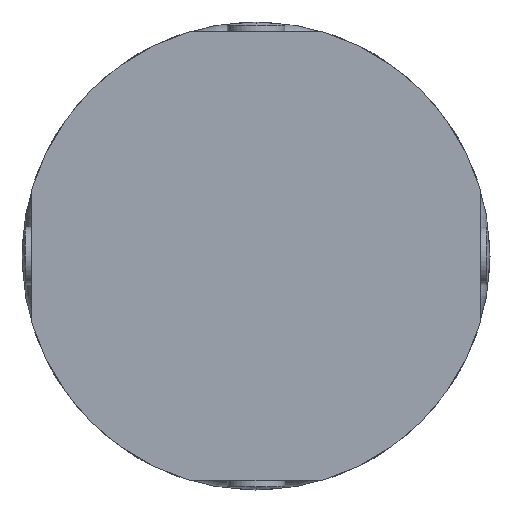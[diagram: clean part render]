
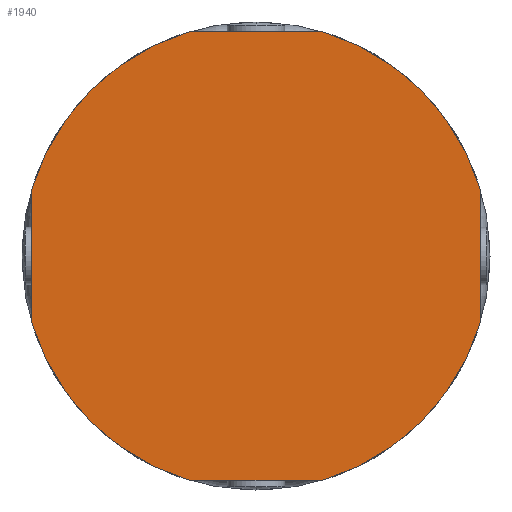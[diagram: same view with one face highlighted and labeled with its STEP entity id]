
A CAD part, front view. The second image highlights one B-rep face of the part: STEP entity #1940.
In plain terms, the highlighted planar face has unit normal (0, -1, 0).
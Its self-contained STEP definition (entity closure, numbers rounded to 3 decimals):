
#195 = DIRECTION ( 'NONE',  ( 0., 0., -1. ) ) ;
#365 = VERTEX_POINT ( 'NONE', #1341 ) ;
#374 = VECTOR ( 'NONE', #2752, 1000. ) ;
#450 = DIRECTION ( 'NONE',  ( 0., 1., 0. ) ) ;
#527 = LINE ( 'NONE', #4189, #2847 ) ;
#596 = ORIENTED_EDGE ( 'NONE', *, *, #1178, .F. ) ;
#640 = EDGE_CURVE ( 'NONE', #4123, #3800, #955, .T. ) ;
#642 = CARTESIAN_POINT ( 'NONE',  ( 0., 0., 0. ) ) ;
#713 = VECTOR ( 'NONE', #1118, 1000. ) ;
#716 = CARTESIAN_POINT ( 'NONE',  ( 0., 0., 0. ) ) ;
#771 = CARTESIAN_POINT ( 'NONE',  ( 0., 0., -70. ) ) ;
#903 = VECTOR ( 'NONE', #195, 1000. ) ;
#955 = CIRCLE ( 'NONE', #4926, 73. ) ;
#1104 = VERTEX_POINT ( 'NONE', #5633 ) ;
#1109 = CIRCLE ( 'NONE', #1724, 73. ) ;
#1118 = DIRECTION ( 'NONE',  ( -1., 0., 0. ) ) ;
#1124 = ORIENTED_EDGE ( 'NONE', *, *, #1739, .F. ) ;
#1131 = DIRECTION ( 'NONE',  ( 0., 0., 1. ) ) ;
#1156 = CARTESIAN_POINT ( 'NONE',  ( -70., 0., 20.712 ) ) ;
#1178 = EDGE_CURVE ( 'NONE', #4878, #365, #2600, .T. ) ;
#1207 = DIRECTION ( 'NONE',  ( 0., 0., 1. ) ) ;
#1256 = AXIS2_PLACEMENT_3D ( 'NONE', #4924, #450, #5429 ) ;
#1341 = CARTESIAN_POINT ( 'NONE',  ( 70., 0., 20.712 ) ) ;
#1724 = AXIS2_PLACEMENT_3D ( 'NONE', #4770, #1793, #5270 ) ;
#1739 = EDGE_CURVE ( 'NONE', #6109, #4545, #1109, .T. ) ;
#1793 = DIRECTION ( 'NONE',  ( 0., 1., 0. ) ) ;
#1940 = ADVANCED_FACE ( 'NONE', ( #4154 ), #4429, .F. ) ;
#2083 = EDGE_CURVE ( 'NONE', #4878, #4545, #3355, .T. ) ;
#2225 = LINE ( 'NONE', #3156, #903 ) ;
#2254 = DIRECTION ( 'NONE',  ( 0., 1., 0. ) ) ;
#2315 = AXIS2_PLACEMENT_3D ( 'NONE', #716, #4201, #1207 ) ;
#2528 = ORIENTED_EDGE ( 'NONE', *, *, #640, .F. ) ;
#2600 = CIRCLE ( 'NONE', #5113, 73. ) ;
#2626 = CARTESIAN_POINT ( 'NONE',  ( 0., 0., 70. ) ) ;
#2726 = VERTEX_POINT ( 'NONE', #4553 ) ;
#2752 = DIRECTION ( 'NONE',  ( -1., 0., 0. ) ) ;
#2847 = VECTOR ( 'NONE', #4680, 1000. ) ;
#3022 = LINE ( 'NONE', #771, #374 ) ;
#3156 = CARTESIAN_POINT ( 'NONE',  ( 70., 0., 0. ) ) ;
#3296 = EDGE_CURVE ( 'NONE', #1104, #2726, #6372, .T. ) ;
#3355 = LINE ( 'NONE', #2626, #713 ) ;
#3480 = ORIENTED_EDGE ( 'NONE', *, *, #4735, .F. ) ;
#3800 = VERTEX_POINT ( 'NONE', #4646 ) ;
#3899 = CARTESIAN_POINT ( 'NONE',  ( 20.712, 0., 70. ) ) ;
#4120 = CARTESIAN_POINT ( 'NONE',  ( -20.712, 0., 70. ) ) ;
#4123 = VERTEX_POINT ( 'NONE', #6396 ) ;
#4127 = DIRECTION ( 'NONE',  ( 0., 1., 0. ) ) ;
#4154 = FACE_OUTER_BOUND ( 'NONE', #4623, .T. ) ;
#4189 = CARTESIAN_POINT ( 'NONE',  ( -70., 0., 0. ) ) ;
#4201 = DIRECTION ( 'NONE',  ( 0., 1., 0. ) ) ;
#4240 = ORIENTED_EDGE ( 'NONE', *, *, #5211, .T. ) ;
#4429 = PLANE ( 'NONE',  #1256 ) ;
#4545 = VERTEX_POINT ( 'NONE', #4120 ) ;
#4553 = CARTESIAN_POINT ( 'NONE',  ( -70., 0., -20.712 ) ) ;
#4623 = EDGE_LOOP ( 'NONE', ( #4240, #4852, #3480, #2528, #6185, #596, #5182, #1124 ) ) ;
#4646 = CARTESIAN_POINT ( 'NONE',  ( 20.712, 0., -70. ) ) ;
#4680 = DIRECTION ( 'NONE',  ( 0., 0., -1. ) ) ;
#4735 = EDGE_CURVE ( 'NONE', #3800, #1104, #3022, .T. ) ;
#4770 = CARTESIAN_POINT ( 'NONE',  ( 0., 0., 0. ) ) ;
#4852 = ORIENTED_EDGE ( 'NONE', *, *, #3296, .F. ) ;
#4878 = VERTEX_POINT ( 'NONE', #3899 ) ;
#4924 = CARTESIAN_POINT ( 'NONE',  ( 0., 0., 0. ) ) ;
#4926 = AXIS2_PLACEMENT_3D ( 'NONE', #642, #4127, #1131 ) ;
#5113 = AXIS2_PLACEMENT_3D ( 'NONE', #5230, #2254, #5732 ) ;
#5182 = ORIENTED_EDGE ( 'NONE', *, *, #2083, .T. ) ;
#5211 = EDGE_CURVE ( 'NONE', #6109, #2726, #527, .T. ) ;
#5230 = CARTESIAN_POINT ( 'NONE',  ( 0., 0., 0. ) ) ;
#5270 = DIRECTION ( 'NONE',  ( 0., 0., 1. ) ) ;
#5429 = DIRECTION ( 'NONE',  ( 0., 0., 1. ) ) ;
#5633 = CARTESIAN_POINT ( 'NONE',  ( -20.712, 0., -70. ) ) ;
#5732 = DIRECTION ( 'NONE',  ( 0., 0., 1. ) ) ;
#6105 = EDGE_CURVE ( 'NONE', #365, #4123, #2225, .T. ) ;
#6109 = VERTEX_POINT ( 'NONE', #1156 ) ;
#6185 = ORIENTED_EDGE ( 'NONE', *, *, #6105, .F. ) ;
#6372 = CIRCLE ( 'NONE', #2315, 73. ) ;
#6396 = CARTESIAN_POINT ( 'NONE',  ( 70., 0., -20.712 ) ) ;
